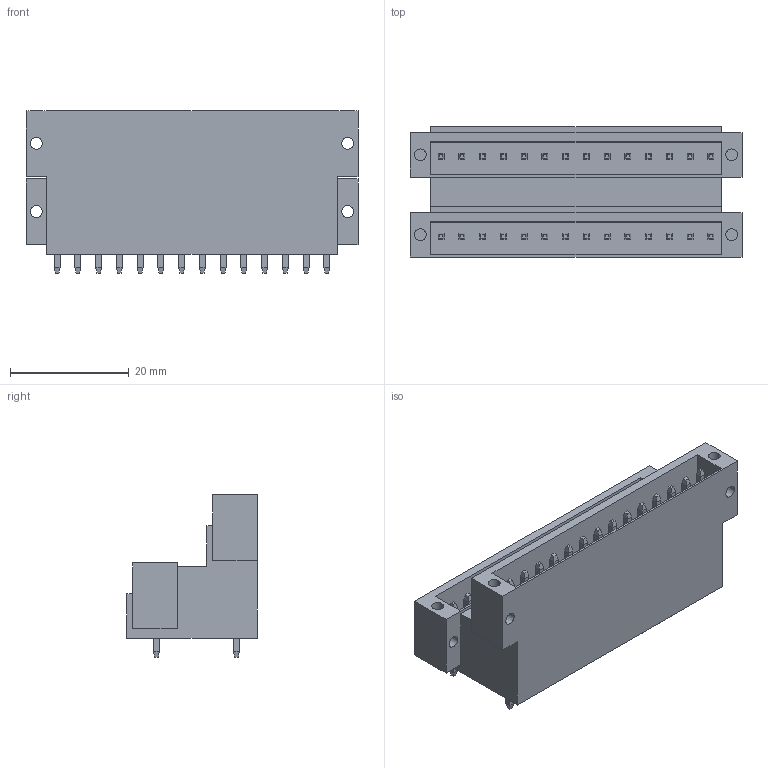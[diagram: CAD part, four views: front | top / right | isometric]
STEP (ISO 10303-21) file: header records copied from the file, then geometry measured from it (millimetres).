
FILE_DESCRIPTION(('CATIA V5 STEP Exchange','CAx-IF Rec.Pracs.--- Model Styling and Organization---1.2---2011-12-15'),'2;1');
FILE_NAME ('6650262_2_1641300000_1641300000.stp','2018-11-10T06:44:20+00:00',('none'),('Weidmueller'),'CATIA Version 5-6 Release 2014','CATIA V5 STEP AP214','none');
FILE_SCHEMA(('AUTOMOTIVE_DESIGN { 1 0 10303 214 1 1 1 1 }'));
Length unit declared in the file: millimetre
Products named in the file (1): 1641300000
Bounding box: 56 x 22 x 27.4 mm (x, y, z)
Volume: 14717.6 mm3; surface area: 11323.4 mm2
Topology: 29 solids, 29 shells, 568 faces, 1276 edges, 776 vertices
Faces by surface type: plane 544, cylinder 24
Entity records: 13363 total; most frequent: ORIENTED_EDGE 2552, CARTESIAN_POINT 2503, DIRECTION 1504, EDGE_CURVE 1276, VECTOR 1004, LINE 1004, VERTEX_POINT 776, EDGE_LOOP 642
